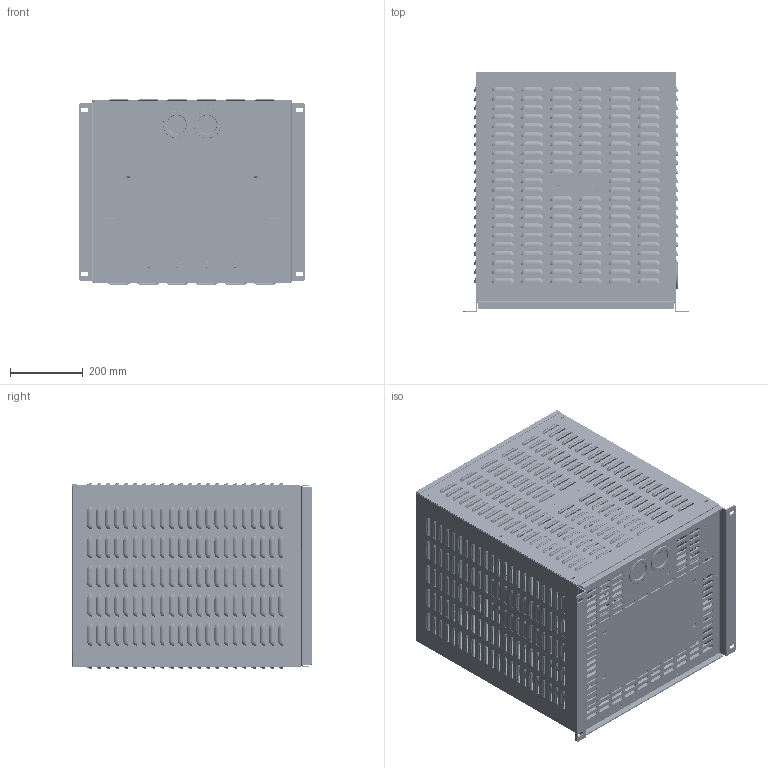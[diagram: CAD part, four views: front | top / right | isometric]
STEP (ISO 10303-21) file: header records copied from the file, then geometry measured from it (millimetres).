
FILE_DESCRIPTION (( 'STEP AP214' ), '1' );
FILE_NAME ('130B9042.STEP', '2015-02-27T06:12:28', ( 'EDV' ), ( 'Microsoft' ), 'SwSTEP 2.0', 'SolidWorks 2014', '' );
FILE_SCHEMA (( 'AUTOMOTIVE_DESIGN' ));
Length unit declared in the file: millimetre
Products named in the file (37): Frontwand #020-2123; curved spring lock washer_din_Spring washer DIN 128 - A10; Deckel #020-2123; hex nut style 1 gradeab_din_Hexagon Nut ISO 4032 - M10 - D - N; Gehäuseschale #020-2123; plain washer grade a_din_Washer DIN 125 - A 10.5; Grundplatte #020-2123; Isolierbuchse M10_M05; #040-2034; plain washer large_din_Washer DIN 9021 - 10.5; B 1002054; 130B9042; #050-0966; #700-1349; +3810-0090; #700-1350; #700-1358; Kern f黵 B 1002054; hex thin nut chamfered gradeab_din_Hexagon Thin Nut ISO 4035 - M12 - N; Wickel f黵 B 1002054; toothed lock washer 1_din_DIN 6797-A13; HGW-Platte 180x100x1mm; pan head cross recess screw_din_ISO 7045 - M6 x 16 - Z --- 16N; #040-1294; plain washer grade a_din_Washer DIN 125 - A 6.4; #040-1295; #144-0210; pan head cross recess screw_din_ISO 7045 - M4 x 10 - Z --- 10N; #050-0899; plain washer grade a_din_Washer DIN 125 - A 4.3; #080-0622; Alu-Platte 100x65x3mm; M10x150DIN933; Baugruppe #020-2123; M10x160DIN933; HELAVIA DG M63; hex nut style 1 gradeab_din_Hexagon Nut ISO 4032 - M10 - W - N
Assembly tree (140 placements, depth 3):
  130B9042
    Baugruppe #020-2123
      Grundplatte #020-2123
      Gehäuseschale #020-2123
      Deckel #020-2123
      Frontwand #020-2123
      HELAVIA DG M63  x4
    B 1002054
      Alu-Platte 100x65x3mm  x8
      #080-0622  x2
      #050-0899
      #144-0210  x6
      #040-1295
      #040-1294
      HGW-Platte 180x100x1mm  x6
      Wickel f黵 B 1002054  x3
      Kern f黵 B 1002054
      #700-1350  x3
      #700-1349  x3
      plain washer large_din_Washer DIN 9021 - 10.5  x2
      Isolierbuchse M10_M05  x10
      plain washer grade a_din_Washer DIN 125 - A 10.5  x22
      hex nut style 1 gradeab_din_Hexagon Nut ISO 4032 - M10 - D - N  x14
      curved spring lock washer_din_Spring washer DIN 128 - A10
      hex nut style 1 gradeab_din_Hexagon Nut ISO 4032 - M10 - W - N
      M10x160DIN933
      M10x150DIN933  x5
      plain washer grade a_din_Washer DIN 125 - A 4.3  x3
      pan head cross recess screw_din_ISO 7045 - M4 x 10 - Z --- 10N  x3
      plain washer grade a_din_Washer DIN 125 - A 6.4  x3
      pan head cross recess screw_din_ISO 7045 - M6 x 16 - Z --- 16N  x3
      toothed lock washer 1_din_DIN 6797-A13  x6
      hex thin nut chamfered gradeab_din_Hexagon Thin Nut ISO 4035 - M12 - N  x6
      #700-1358  x4
      +3810-0090  x6
      #050-0966  x4
    #040-2034
Bounding box: 620 x 660 x 510 mm (x, y, z)
Volume: 36009724.2 mm3; surface area: 7815184.4 mm2
Topology: 138 solids, 138 shells, 7659 faces, 20291 edges, 12958 vertices
Faces by surface type: plane 3585, torus 1944, cylinder 1770, cone 338, bspline 16, sphere 6
Full cylindrical faces by diameter (mm): 3.3 x8, 4 x3, 4.3 x3, 4.6 x27, 5.5 x15, 6 x5, 6.4 x3, 7 x14, 7.1 x14, 8 x6, 8.5 x15, 9 x3, 10 x25, 10.1 x10, 10.2 x6, 10.5 x30, 11 x8, 11.3 x10, 12 x18, 13 x16, 15 x18, 16 x1, 17 x10, 20 x28, 23 x2, 30 x2, 53 x8, 63 x4, 63.5 x4, 64 x6
Entity records: 203099 total; most frequent: DIRECTION 38509, CARTESIAN_POINT 35003, ORIENTED_EDGE 33244, EDGE_CURVE 16622, AXIS2_PLACEMENT_3D 15789, VERTEX_POINT 10755, CIRCLE 9543, EDGE_LOOP 7703
